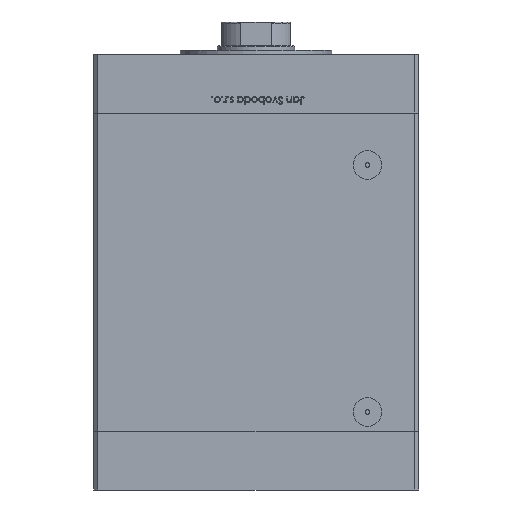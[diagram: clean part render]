
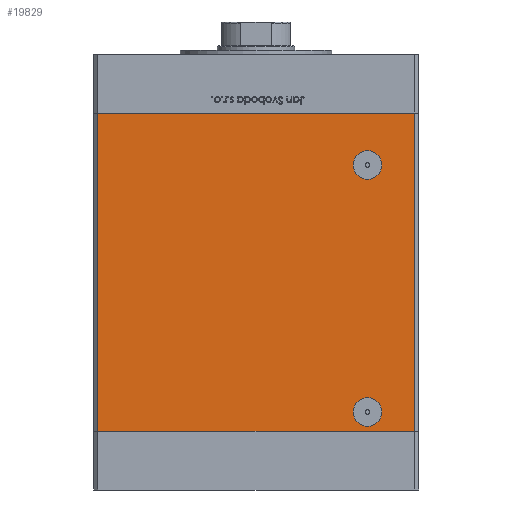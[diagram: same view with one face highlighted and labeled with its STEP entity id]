
A CAD part, front view. The second image highlights one B-rep face of the part: STEP entity #19829.
In plain terms, the highlighted planar face has unit normal (0, -1, 0).
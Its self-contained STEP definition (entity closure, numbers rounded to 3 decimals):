
#360 = LINE ( 'NONE', #32502, #48358 ) ;
#828 = CARTESIAN_POINT ( 'NONE',  ( -73., -62.5, 0. ) ) ;
#1236 = CARTESIAN_POINT ( 'NONE',  ( 51.5, -62.5, 123. ) ) ;
#1396 = FACE_OUTER_BOUND ( 'NONE', #25077, .T. ) ;
#1769 = CARTESIAN_POINT ( 'NONE',  ( 51.5, -62.5, 2.42 ) ) ;
#3307 = EDGE_CURVE ( 'NONE', #32470, #35608, #8998, .T. ) ;
#3762 = CARTESIAN_POINT ( 'NONE',  ( 51.5, -62.5, 123. ) ) ;
#3787 = DIRECTION ( 'NONE',  ( 0., -1., 0. ) ) ;
#5365 = VERTEX_POINT ( 'NONE', #32451 ) ;
#5636 = ORIENTED_EDGE ( 'NONE', *, *, #48469, .T. ) ;
#6008 = ORIENTED_EDGE ( 'NONE', *, *, #29168, .F. ) ;
#6393 = FACE_BOUND ( 'NONE', #39578, .T. ) ;
#6632 = VECTOR ( 'NONE', #45355, 1000. ) ;
#6674 = ORIENTED_EDGE ( 'NONE', *, *, #39800, .F. ) ;
#7832 = CIRCLE ( 'NONE', #9483, 6.58 ) ;
#8998 = LINE ( 'NONE', #828, #6632 ) ;
#9354 = DIRECTION ( 'NONE',  ( 0., -1., 0. ) ) ;
#9483 = AXIS2_PLACEMENT_3D ( 'NONE', #13315, #9354, #46233 ) ;
#9769 = CARTESIAN_POINT ( 'NONE',  ( 51.5, -62.5, 15.58 ) ) ;
#9893 = ORIENTED_EDGE ( 'NONE', *, *, #37309, .F. ) ;
#10096 = PLANE ( 'NONE',  #21999 ) ;
#10130 = EDGE_CURVE ( 'NONE', #32435, #13774, #49469, .T. ) ;
#11260 = CIRCLE ( 'NONE', #18872, 6.58 ) ;
#13261 = DIRECTION ( 'NONE',  ( 0., 0., 1. ) ) ;
#13315 = CARTESIAN_POINT ( 'NONE',  ( 51.5, -62.5, 9. ) ) ;
#13508 = ORIENTED_EDGE ( 'NONE', *, *, #10130, .T. ) ;
#13774 = VERTEX_POINT ( 'NONE', #28049 ) ;
#14176 = AXIS2_PLACEMENT_3D ( 'NONE', #3762, #47505, #16394 ) ;
#14447 = CARTESIAN_POINT ( 'NONE',  ( 73., -62.5, 147. ) ) ;
#15948 = VERTEX_POINT ( 'NONE', #49646 ) ;
#16180 = DIRECTION ( 'NONE',  ( 1., 0., 0. ) ) ;
#16394 = DIRECTION ( 'NONE',  ( 0., 0., -1. ) ) ;
#17313 = DIRECTION ( 'NONE',  ( 0., 0., -1. ) ) ;
#17578 = DIRECTION ( 'NONE',  ( 0., 1., 0. ) ) ;
#18872 = AXIS2_PLACEMENT_3D ( 'NONE', #1236, #17578, #17313 ) ;
#19251 = VERTEX_POINT ( 'NONE', #1769 ) ;
#19829 = ADVANCED_FACE ( 'NONE', ( #38286, #1396, #6393 ), #10096, .F. ) ;
#21999 = AXIS2_PLACEMENT_3D ( 'NONE', #46447, #33550, #13261 ) ;
#22465 = DIRECTION ( 'NONE',  ( 0., 0., -1. ) ) ;
#24862 = CIRCLE ( 'NONE', #30783, 6.58 ) ;
#25077 = EDGE_LOOP ( 'NONE', ( #42178, #6674, #47726, #5636 ) ) ;
#26650 = VECTOR ( 'NONE', #22465, 1000. ) ;
#27505 = DIRECTION ( 'NONE',  ( 0., 0., -1. ) ) ;
#28049 = CARTESIAN_POINT ( 'NONE',  ( 51.5, -62.5, 116.42 ) ) ;
#29168 = EDGE_CURVE ( 'NONE', #19251, #40266, #7832, .T. ) ;
#30512 = DIRECTION ( 'NONE',  ( 0., 0., -1. ) ) ;
#30783 = AXIS2_PLACEMENT_3D ( 'NONE', #36193, #3787, #27505 ) ;
#31837 = EDGE_CURVE ( 'NONE', #13774, #32435, #11260, .T. ) ;
#32435 = VERTEX_POINT ( 'NONE', #43687 ) ;
#32451 = CARTESIAN_POINT ( 'NONE',  ( 73., -62.5, 147. ) ) ;
#32470 = VERTEX_POINT ( 'NONE', #34756 ) ;
#32502 = CARTESIAN_POINT ( 'NONE',  ( -73., -62.5, 147. ) ) ;
#33550 = DIRECTION ( 'NONE',  ( 0., 1., 0. ) ) ;
#34756 = CARTESIAN_POINT ( 'NONE',  ( -73., -62.5, 0. ) ) ;
#34915 = EDGE_CURVE ( 'NONE', #15948, #5365, #360, .T. ) ;
#35318 = EDGE_LOOP ( 'NONE', ( #6008, #9893 ) ) ;
#35608 = VERTEX_POINT ( 'NONE', #39134 ) ;
#36193 = CARTESIAN_POINT ( 'NONE',  ( 51.5, -62.5, 9. ) ) ;
#37309 = EDGE_CURVE ( 'NONE', #40266, #19251, #24862, .T. ) ;
#37484 = ORIENTED_EDGE ( 'NONE', *, *, #31837, .T. ) ;
#38010 = CARTESIAN_POINT ( 'NONE',  ( -73., -62.5, 147. ) ) ;
#38286 = FACE_BOUND ( 'NONE', #35318, .T. ) ;
#39134 = CARTESIAN_POINT ( 'NONE',  ( 73., -62.5, 0. ) ) ;
#39578 = EDGE_LOOP ( 'NONE', ( #37484, #13508 ) ) ;
#39800 = EDGE_CURVE ( 'NONE', #5365, #35608, #50535, .T. ) ;
#40266 = VERTEX_POINT ( 'NONE', #9769 ) ;
#42178 = ORIENTED_EDGE ( 'NONE', *, *, #3307, .T. ) ;
#43687 = CARTESIAN_POINT ( 'NONE',  ( 51.5, -62.5, 129.58 ) ) ;
#45355 = DIRECTION ( 'NONE',  ( 1., 0., 0. ) ) ;
#46169 = LINE ( 'NONE', #38010, #26650 ) ;
#46233 = DIRECTION ( 'NONE',  ( 0., 0., -1. ) ) ;
#46447 = CARTESIAN_POINT ( 'NONE',  ( -73., -62.5, 147. ) ) ;
#47505 = DIRECTION ( 'NONE',  ( 0., 1., 0. ) ) ;
#47726 = ORIENTED_EDGE ( 'NONE', *, *, #34915, .F. ) ;
#48358 = VECTOR ( 'NONE', #16180, 1000. ) ;
#48469 = EDGE_CURVE ( 'NONE', #15948, #32470, #46169, .T. ) ;
#49469 = CIRCLE ( 'NONE', #14176, 6.58 ) ;
#49646 = CARTESIAN_POINT ( 'NONE',  ( -73., -62.5, 147. ) ) ;
#50535 = LINE ( 'NONE', #14447, #51142 ) ;
#51142 = VECTOR ( 'NONE', #30512, 1000. ) ;
